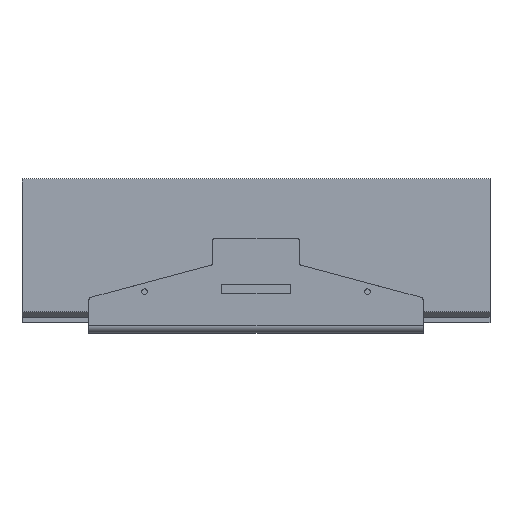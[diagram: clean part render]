
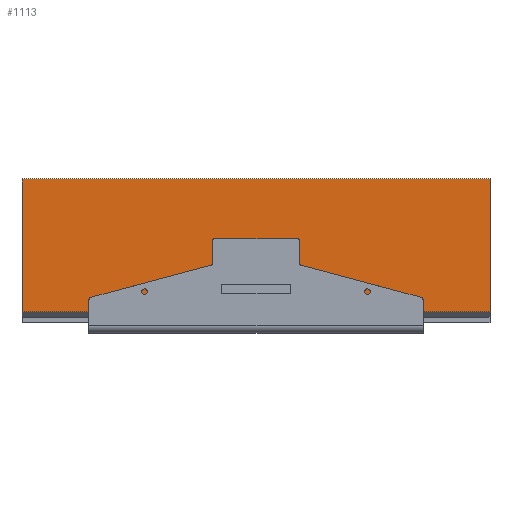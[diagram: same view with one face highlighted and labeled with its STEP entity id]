
A CAD part, top view. The second image highlights one B-rep face of the part: STEP entity #1113.
In plain terms, the highlighted planar face has unit normal (0, 0, 1).
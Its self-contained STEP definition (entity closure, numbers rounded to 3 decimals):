
#558 = VERTEX_POINT('',#559);
#559 = CARTESIAN_POINT('',(65.838,32.812,
    67.829));
#566 = EDGE_CURVE('',#558,#567,#569,.T.);
#567 = VERTEX_POINT('',#568);
#568 = CARTESIAN_POINT('',(-18.162,32.812,
    67.829));
#569 = B_SPLINE_CURVE_WITH_KNOTS('',3,(#570,#571,#572,#573),
  .UNSPECIFIED.,.F.,.F.,(4,4),(0.,1.),.PIECEWISE_BEZIER_KNOTS.);
#570 = CARTESIAN_POINT('',(65.838,32.812,
    67.829));
#571 = CARTESIAN_POINT('',(37.838,32.812,
    67.829));
#572 = CARTESIAN_POINT('',(9.838,32.812,
    67.829));
#573 = CARTESIAN_POINT('',(-18.162,32.812,
    67.829));
#1084 = EDGE_CURVE('',#567,#1085,#1087,.T.);
#1085 = VERTEX_POINT('',#1086);
#1086 = CARTESIAN_POINT('',(-18.162,56.612,
    67.829));
#1087 = B_SPLINE_CURVE_WITH_KNOTS('',3,(#1088,#1089,#1090,#1091),
  .UNSPECIFIED.,.F.,.F.,(4,4),(0.,1.),.PIECEWISE_BEZIER_KNOTS.);
#1088 = CARTESIAN_POINT('',(-18.162,32.812,
    67.829));
#1089 = CARTESIAN_POINT('',(-18.162,40.746,
    67.829));
#1090 = CARTESIAN_POINT('',(-18.162,48.679,
    67.829));
#1091 = CARTESIAN_POINT('',(-18.162,56.612,
    67.829));
#1113 = ADVANCED_FACE('',(#1114),#1134,.F.);
#1114 = FACE_BOUND('',#1115,.F.);
#1115 = EDGE_LOOP('',(#1116,#1117,#1118,#1127));
#1116 = ORIENTED_EDGE('',*,*,#566,.T.);
#1117 = ORIENTED_EDGE('',*,*,#1084,.T.);
#1118 = ORIENTED_EDGE('',*,*,#1119,.F.);
#1119 = EDGE_CURVE('',#1120,#1085,#1122,.T.);
#1120 = VERTEX_POINT('',#1121);
#1121 = CARTESIAN_POINT('',(65.838,56.612,
    67.829));
#1122 = B_SPLINE_CURVE_WITH_KNOTS('',3,(#1123,#1124,#1125,#1126),
  .UNSPECIFIED.,.F.,.F.,(4,4),(0.,1.),.PIECEWISE_BEZIER_KNOTS.);
#1123 = CARTESIAN_POINT('',(65.838,56.612,
    67.829));
#1124 = CARTESIAN_POINT('',(37.838,56.612,
    67.829));
#1125 = CARTESIAN_POINT('',(9.838,56.612,
    67.829));
#1126 = CARTESIAN_POINT('',(-18.162,56.612,
    67.829));
#1127 = ORIENTED_EDGE('',*,*,#1128,.F.);
#1128 = EDGE_CURVE('',#558,#1120,#1129,.T.);
#1129 = B_SPLINE_CURVE_WITH_KNOTS('',3,(#1130,#1131,#1132,#1133),
  .UNSPECIFIED.,.F.,.F.,(4,4),(0.,1.),.PIECEWISE_BEZIER_KNOTS.);
#1130 = CARTESIAN_POINT('',(65.838,32.812,
    67.829));
#1131 = CARTESIAN_POINT('',(65.838,40.746,
    67.829));
#1132 = CARTESIAN_POINT('',(65.838,48.679,
    67.829));
#1133 = CARTESIAN_POINT('',(65.838,56.612,
    67.829));
#1134 = PLANE('',#1135);
#1135 = AXIS2_PLACEMENT_3D('',#1136,#1137,#1138);
#1136 = CARTESIAN_POINT('',(65.838,32.812,
    67.829));
#1137 = DIRECTION('',(0.,0.,-1.));
#1138 = DIRECTION('',(-1.,0.,0.));
